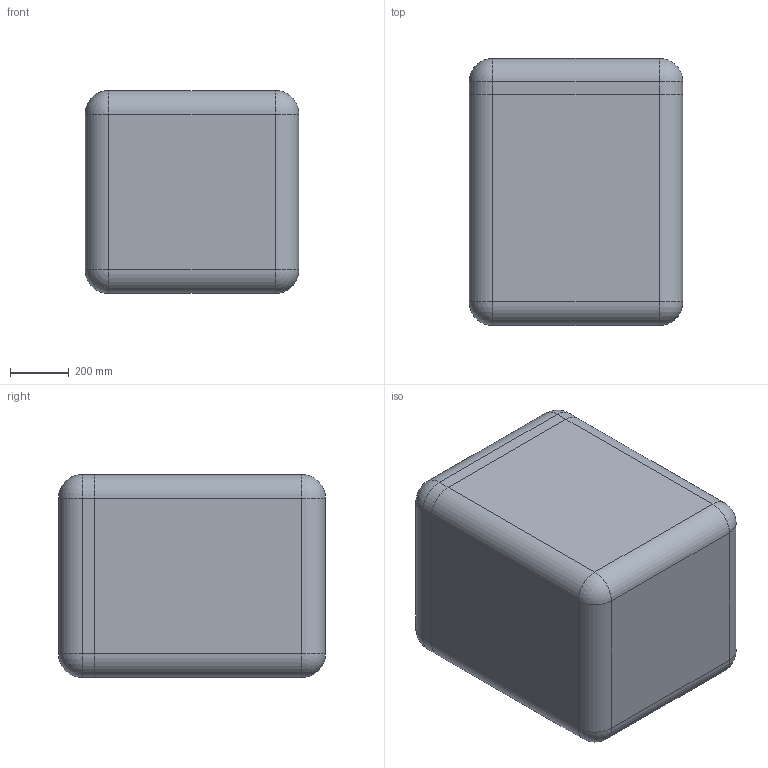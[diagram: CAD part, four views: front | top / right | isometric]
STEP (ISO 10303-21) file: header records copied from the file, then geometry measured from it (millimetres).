
FILE_DESCRIPTION (( 'STEP AP214' ), '1' );
FILE_NAME ('Êîíòåéíåð ÀÄÌÈÐÀË®ÏÐÎÔÅÑÑÈÎÍÀËÜÍÛÅ 075_óïðîùåííàÿ 3D-ìîäåëü.STEP', '2025-08-22T10:55:25', ( '' ), ( '' ), 'SwSTEP 2.0', 'SolidWorks 2021', '' );
FILE_SCHEMA (( 'AUTOMOTIVE_DESIGN' ));
Length unit declared in the file: millimetre
Products named in the file (3): Êîíòåéíåð ÀÄÌÈÐÀË®ÏÐÎÔÅÑÑÈÎÍÀËÜÍÛÅ 075_óïðîùåííàÿ 3D-ìîäåëü; Top_63(óïð)-1; Base_75(óïð)-1
Assembly tree (2 placements, depth 2):
  Êîíòåéíåð ÀÄÌÈÐÀË®ÏÐÎÔÅÑÑÈÎÍÀËÜÍÛÅ 075_óïðîùåííàÿ 3D-ìîäåëü
    Base_75(óïð)-1
    Top_63(óïð)-1
Bounding box: 727.36 x 908.23 x 690.7 mm (x, y, z)
Volume: 158379655.6 mm3; surface area: 7061566.3 mm2
Topology: 2 solids, 2 shells, 1337 faces, 3250 edges, 1864 vertices
Faces by surface type: cylinder 524, bspline 348, plane 275, torus 138, cone 32, sphere 20
Entity records: 69743 total; most frequent: CARTESIAN_POINT 40979, ORIENTED_EDGE 6372, DIRECTION 5644, EDGE_CURVE 3186, AXIS2_PLACEMENT_3D 2208, VERTEX_POINT 1864, EDGE_LOOP 1350, ADVANCED_FACE 1337
